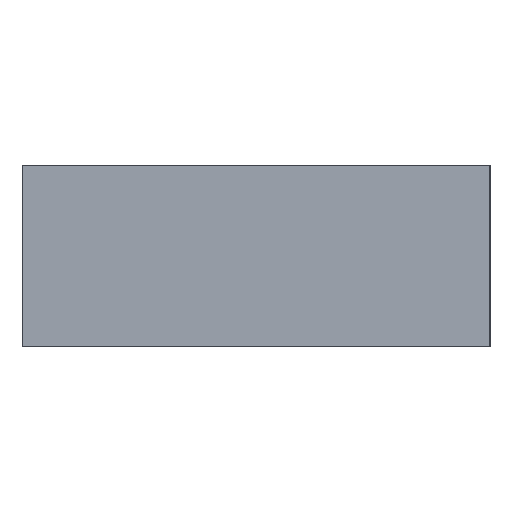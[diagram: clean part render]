
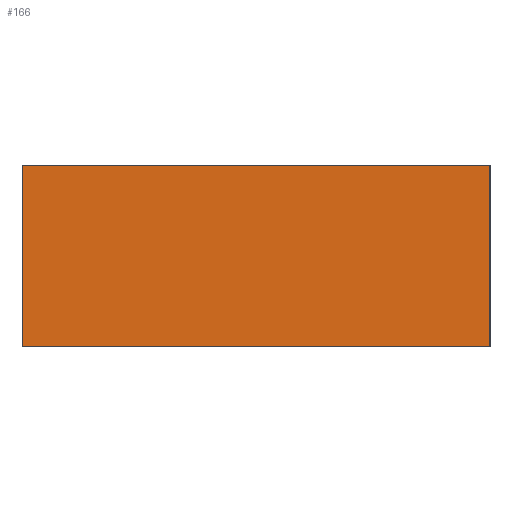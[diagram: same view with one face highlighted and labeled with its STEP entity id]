
A CAD part, left-side view. The second image highlights one B-rep face of the part: STEP entity #166.
In plain terms, the highlighted planar face has unit normal (-1, 0, 0).
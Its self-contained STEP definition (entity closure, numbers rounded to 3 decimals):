
#70=CARTESIAN_POINT('',(-1.7,0.9,0.0));
#71=VERTEX_POINT('',#70);
#72=CARTESIAN_POINT('',(-1.7,-0.9,0.0));
#73=VERTEX_POINT('',#72);
#74=CARTESIAN_POINT('',(-1.7,0.9,0.0));
#75=DIRECTION('',(0.0,-1.0,0.0));
#76=VECTOR('',#75,1.8);
#77=LINE('',#74,#76);
#78=EDGE_CURVE('',#71,#73,#77,.T.);
#136=CARTESIAN_POINT('',(-1.7,-0.938,-0.033));
#137=DIRECTION('',(-1.0,0.0,0.0));
#138=DIRECTION('',(0.0,0.0,1.0));
#139=AXIS2_PLACEMENT_3D('',#136,#137,#138);
#140=PLANE('',#139);
#141=CARTESIAN_POINT('',(-1.7,-0.9,0.7));
#142=VERTEX_POINT('',#141);
#143=CARTESIAN_POINT('',(-1.7,0.9,0.7));
#144=VERTEX_POINT('',#143);
#145=CARTESIAN_POINT('',(-1.7,-0.9,0.7));
#146=DIRECTION('',(0.0,1.0,0.0));
#147=VECTOR('',#146,1.8);
#148=LINE('',#145,#147);
#149=EDGE_CURVE('',#142,#144,#148,.T.);
#150=ORIENTED_EDGE('',*,*,#149,.T.);
#151=CARTESIAN_POINT('',(-1.7,0.9,0.0));
#152=DIRECTION('',(0.0,0.0,1.0));
#153=VECTOR('',#152,0.7);
#154=LINE('',#151,#153);
#155=EDGE_CURVE('',#71,#144,#154,.T.);
#156=ORIENTED_EDGE('',*,*,#155,.F.);
#157=ORIENTED_EDGE('',*,*,#78,.T.);
#158=CARTESIAN_POINT('',(-1.7,-0.9,0.7));
#159=DIRECTION('',(0.0,0.0,-1.0));
#160=VECTOR('',#159,0.7);
#161=LINE('',#158,#160);
#162=EDGE_CURVE('',#73,#142,#161,.F.);
#163=ORIENTED_EDGE('',*,*,#162,.T.);
#164=EDGE_LOOP('',(#150,#156,#157,#163));
#165=FACE_OUTER_BOUND('',#164,.T.);
#166=ADVANCED_FACE('',(#165),#140,.T.);
